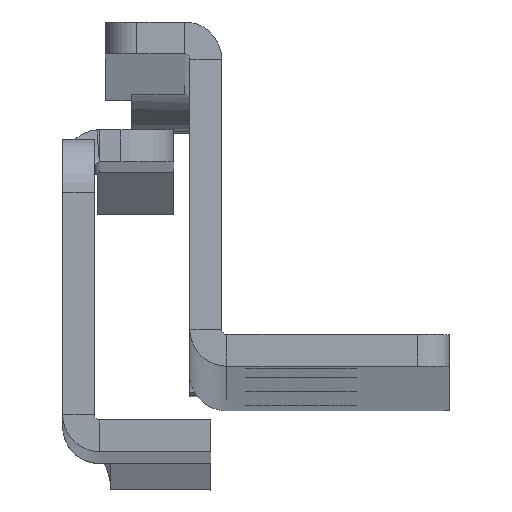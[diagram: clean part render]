
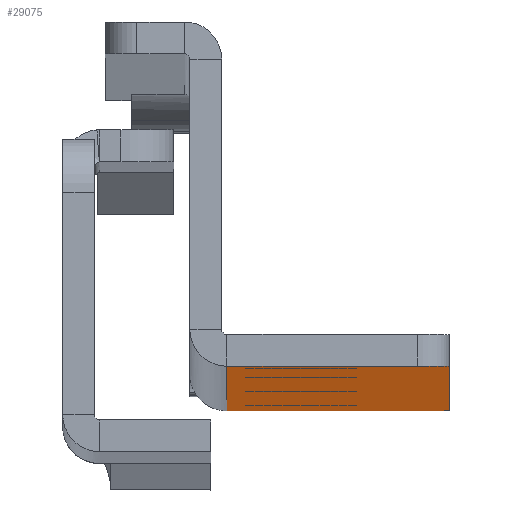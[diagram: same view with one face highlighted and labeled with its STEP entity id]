
A CAD part, top view. The second image highlights one B-rep face of the part: STEP entity #29075.
In plain terms, the highlighted face is planar.
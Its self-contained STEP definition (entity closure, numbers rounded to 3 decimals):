
#117 = CIRCLE ( 'NONE', #26020, 5.25 ) ;
#155 = CARTESIAN_POINT ( 'NONE',  ( 24.5, -9.5, 650. ) ) ;
#245 = AXIS2_PLACEMENT_3D ( 'NONE', #27980, #41380, #37654 ) ;
#484 = DIRECTION ( 'NONE',  ( 0., 1., 0. ) ) ;
#799 = DIRECTION ( 'NONE',  ( 0., 0., -1. ) ) ;
#1925 = ORIENTED_EDGE ( 'NONE', *, *, #2260, .T. ) ;
#2056 = EDGE_CURVE ( 'NONE', #15180, #27933, #40080, .T. ) ;
#2150 = ORIENTED_EDGE ( 'NONE', *, *, #27696, .F. ) ;
#2260 = EDGE_CURVE ( 'NONE', #35784, #36524, #34479, .T. ) ;
#2436 = DIRECTION ( 'NONE',  ( 0., 1., 0. ) ) ;
#2680 = CARTESIAN_POINT ( 'NONE',  ( 19.702, -9.5, 30. ) ) ;
#2776 = ORIENTED_EDGE ( 'NONE', *, *, #21403, .T. ) ;
#3007 = DIRECTION ( 'NONE',  ( 0., 0., 1. ) ) ;
#3050 = CARTESIAN_POINT ( 'NONE',  ( 24.5, -9.5, 30. ) ) ;
#3897 = DIRECTION ( 'NONE',  ( 0., 1., 0. ) ) ;
#4168 = CARTESIAN_POINT ( 'NONE',  ( 10.5, -9.5, 110. ) ) ;
#4733 = ORIENTED_EDGE ( 'NONE', *, *, #23170, .T. ) ;
#4882 = VECTOR ( 'NONE', #799, 1000. ) ;
#5228 = VECTOR ( 'NONE', #11981, 1000. ) ;
#5412 = AXIS2_PLACEMENT_3D ( 'NONE', #15410, #42396, #12332 ) ;
#5785 = CIRCLE ( 'NONE', #39424, 3. ) ;
#6067 = VERTEX_POINT ( 'NONE', #14822 ) ;
#6277 = ORIENTED_EDGE ( 'NONE', *, *, #2056, .T. ) ;
#6657 = VERTEX_POINT ( 'NONE', #2680 ) ;
#6734 = DIRECTION ( 'NONE',  ( 1., 0., 0. ) ) ;
#7093 = ORIENTED_EDGE ( 'NONE', *, *, #8414, .T. ) ;
#7200 = AXIS2_PLACEMENT_3D ( 'NONE', #25610, #9016, #12268 ) ;
#7254 = AXIS2_PLACEMENT_3D ( 'NONE', #4168, #24333, #30922 ) ;
#7448 = FACE_BOUND ( 'NONE', #11737, .T. ) ;
#8414 = EDGE_CURVE ( 'NONE', #27933, #15180, #24017, .T. ) ;
#9016 = DIRECTION ( 'NONE',  ( 0., 1., 0. ) ) ;
#9168 = DIRECTION ( 'NONE',  ( 0., 0., 1. ) ) ;
#9226 = AXIS2_PLACEMENT_3D ( 'NONE', #27802, #3897, #34176 ) ;
#9326 = CARTESIAN_POINT ( 'NONE',  ( 3.5, -9.5, 30. ) ) ;
#9649 = EDGE_LOOP ( 'NONE', ( #9904, #34091 ) ) ;
#9904 = ORIENTED_EDGE ( 'NONE', *, *, #38017, .T. ) ;
#11343 = ORIENTED_EDGE ( 'NONE', *, *, #36642, .T. ) ;
#11533 = ORIENTED_EDGE ( 'NONE', *, *, #20854, .T. ) ;
#11737 = EDGE_LOOP ( 'NONE', ( #7093, #6277 ) ) ;
#11885 = VERTEX_POINT ( 'NONE', #31767 ) ;
#11981 = DIRECTION ( 'NONE',  ( 0., 0., 1. ) ) ;
#12268 = DIRECTION ( 'NONE',  ( -1., 0., 0. ) ) ;
#12332 = DIRECTION ( 'NONE',  ( -1., 0., 0. ) ) ;
#14142 = CARTESIAN_POINT ( 'NONE',  ( 10.5, -9.5, 622. ) ) ;
#14214 = FACE_BOUND ( 'NONE', #18696, .T. ) ;
#14283 = CARTESIAN_POINT ( 'NONE',  ( 10.5, -9.5, 494. ) ) ;
#14681 = EDGE_CURVE ( 'NONE', #6657, #17304, #18131, .T. ) ;
#14822 = CARTESIAN_POINT ( 'NONE',  ( 3.5, -9.5, 650. ) ) ;
#14937 = VECTOR ( 'NONE', #6734, 1000. ) ;
#15180 = VERTEX_POINT ( 'NONE', #20150 ) ;
#15410 = CARTESIAN_POINT ( 'NONE',  ( 10.5, -9.5, 302. ) ) ;
#16044 = CARTESIAN_POINT ( 'NONE',  ( 10.5, -9.5, 110. ) ) ;
#16051 = CARTESIAN_POINT ( 'NONE',  ( 15.75, -9.5, 494. ) ) ;
#16403 = VECTOR ( 'NONE', #16452, 1000. ) ;
#16452 = DIRECTION ( 'NONE',  ( 1., 0., 0. ) ) ;
#16484 = ORIENTED_EDGE ( 'NONE', *, *, #33303, .F. ) ;
#16626 = DIRECTION ( 'NONE',  ( 0., -1., 0. ) ) ;
#17235 = DIRECTION ( 'NONE',  ( -0.105, 0., 0.995 ) ) ;
#17304 = VERTEX_POINT ( 'NONE', #23833 ) ;
#18131 = CIRCLE ( 'NONE', #42650, 5. ) ;
#18696 = EDGE_LOOP ( 'NONE', ( #2776, #11343 ) ) ;
#19211 = CIRCLE ( 'NONE', #245, 5.25 ) ;
#19235 = CARTESIAN_POINT ( 'NONE',  ( 19.702, -9.5, 35. ) ) ;
#19604 = VERTEX_POINT ( 'NONE', #21151 ) ;
#19758 = LINE ( 'NONE', #3050, #16403 ) ;
#19820 = EDGE_CURVE ( 'NONE', #37113, #41974, #117, .T. ) ;
#19869 = CIRCLE ( 'NONE', #38034, 5.25 ) ;
#19988 = VERTEX_POINT ( 'NONE', #40792 ) ;
#20101 = EDGE_CURVE ( 'NONE', #33210, #11885, #5785, .T. ) ;
#20150 = CARTESIAN_POINT ( 'NONE',  ( 5.25, -9.5, 110. ) ) ;
#20854 = EDGE_CURVE ( 'NONE', #36524, #35784, #19869, .T. ) ;
#21151 = CARTESIAN_POINT ( 'NONE',  ( 24.5, -9.5, 647.182 ) ) ;
#21403 = EDGE_CURVE ( 'NONE', #37411, #19988, #19211, .T. ) ;
#21624 = AXIS2_PLACEMENT_3D ( 'NONE', #14142, #25018, #27502 ) ;
#22106 = CARTESIAN_POINT ( 'NONE',  ( 5.25, -9.5, 622. ) ) ;
#22764 = ORIENTED_EDGE ( 'NONE', *, *, #20101, .T. ) ;
#23028 = VECTOR ( 'NONE', #17235, 1000. ) ;
#23148 = CARTESIAN_POINT ( 'NONE',  ( 24.5, -9.5, 650. ) ) ;
#23170 = EDGE_CURVE ( 'NONE', #25031, #6657, #19758, .T. ) ;
#23578 = EDGE_CURVE ( 'NONE', #25031, #6067, #35232, .T. ) ;
#23833 = CARTESIAN_POINT ( 'NONE',  ( 24.5, -9.5, 33.594 ) ) ;
#24017 = CIRCLE ( 'NONE', #7254, 5.25 ) ;
#24279 = PLANE ( 'NONE',  #9226 ) ;
#24333 = DIRECTION ( 'NONE',  ( 0., 1., 0. ) ) ;
#25018 = DIRECTION ( 'NONE',  ( 0., 1., 0. ) ) ;
#25031 = VERTEX_POINT ( 'NONE', #9326 ) ;
#25211 = ORIENTED_EDGE ( 'NONE', *, *, #14681, .T. ) ;
#25476 = ORIENTED_EDGE ( 'NONE', *, *, #23578, .F. ) ;
#25610 = CARTESIAN_POINT ( 'NONE',  ( 10.5, -9.5, 494. ) ) ;
#26020 = AXIS2_PLACEMENT_3D ( 'NONE', #30517, #484, #30727 ) ;
#27421 = DIRECTION ( 'NONE',  ( 0., 1., 0. ) ) ;
#27502 = DIRECTION ( 'NONE',  ( -1., 0., 0. ) ) ;
#27571 = FACE_OUTER_BOUND ( 'NONE', #29878, .T. ) ;
#27696 = EDGE_CURVE ( 'NONE', #19604, #17304, #30831, .T. ) ;
#27802 = CARTESIAN_POINT ( 'NONE',  ( 24.5, -9.5, 650. ) ) ;
#27893 = CARTESIAN_POINT ( 'NONE',  ( 15.75, -9.5, 110. ) ) ;
#27933 = VERTEX_POINT ( 'NONE', #27893 ) ;
#27980 = CARTESIAN_POINT ( 'NONE',  ( 10.5, -9.5, 302. ) ) ;
#29075 = ADVANCED_FACE ( 'NONE', ( #38111, #34395, #14214, #7448, #27571 ), #24279, .F. ) ;
#29088 = DIRECTION ( 'NONE',  ( 0., -1., 0. ) ) ;
#29878 = EDGE_LOOP ( 'NONE', ( #25476, #4733, #25211, #2150, #31513, #22764, #16484 ) ) ;
#30352 = EDGE_LOOP ( 'NONE', ( #1925, #11533 ) ) ;
#30378 = CARTESIAN_POINT ( 'NONE',  ( 24.486, -9.5, 647.314 ) ) ;
#30517 = CARTESIAN_POINT ( 'NONE',  ( 10.5, -9.5, 622. ) ) ;
#30720 = DIRECTION ( 'NONE',  ( -1., 0., 0. ) ) ;
#30727 = DIRECTION ( 'NONE',  ( -1., 0., 0. ) ) ;
#30831 = LINE ( 'NONE', #155, #4882 ) ;
#30922 = DIRECTION ( 'NONE',  ( -1., 0., 0. ) ) ;
#31513 = ORIENTED_EDGE ( 'NONE', *, *, #37871, .T. ) ;
#31767 = CARTESIAN_POINT ( 'NONE',  ( 21.502, -9.5, 650. ) ) ;
#33069 = CARTESIAN_POINT ( 'NONE',  ( 21.502, -9.5, 647. ) ) ;
#33210 = VERTEX_POINT ( 'NONE', #35694 ) ;
#33303 = EDGE_CURVE ( 'NONE', #6067, #11885, #39851, .T. ) ;
#34091 = ORIENTED_EDGE ( 'NONE', *, *, #19820, .T. ) ;
#34176 = DIRECTION ( 'NONE',  ( 0., 0., -1. ) ) ;
#34200 = CIRCLE ( 'NONE', #21624, 5.25 ) ;
#34395 = FACE_BOUND ( 'NONE', #30352, .T. ) ;
#34479 = CIRCLE ( 'NONE', #7200, 5.25 ) ;
#35138 = LINE ( 'NONE', #30378, #23028 ) ;
#35183 = AXIS2_PLACEMENT_3D ( 'NONE', #16044, #2436, #36229 ) ;
#35217 = CARTESIAN_POINT ( 'NONE',  ( 15.75, -9.5, 622. ) ) ;
#35232 = LINE ( 'NONE', #42029, #5228 ) ;
#35694 = CARTESIAN_POINT ( 'NONE',  ( 24.486, -9.5, 647.314 ) ) ;
#35784 = VERTEX_POINT ( 'NONE', #16051 ) ;
#36229 = DIRECTION ( 'NONE',  ( -1., 0., 0. ) ) ;
#36524 = VERTEX_POINT ( 'NONE', #42611 ) ;
#36642 = EDGE_CURVE ( 'NONE', #19988, #37411, #37606, .T. ) ;
#37113 = VERTEX_POINT ( 'NONE', #22106 ) ;
#37411 = VERTEX_POINT ( 'NONE', #40801 ) ;
#37606 = CIRCLE ( 'NONE', #5412, 5.25 ) ;
#37654 = DIRECTION ( 'NONE',  ( -1., 0., 0. ) ) ;
#37871 = EDGE_CURVE ( 'NONE', #19604, #33210, #35138, .T. ) ;
#38017 = EDGE_CURVE ( 'NONE', #41974, #37113, #34200, .T. ) ;
#38034 = AXIS2_PLACEMENT_3D ( 'NONE', #14283, #27421, #30720 ) ;
#38111 = FACE_BOUND ( 'NONE', #9649, .T. ) ;
#39424 = AXIS2_PLACEMENT_3D ( 'NONE', #33069, #16626, #3007 ) ;
#39851 = LINE ( 'NONE', #23148, #14937 ) ;
#40080 = CIRCLE ( 'NONE', #35183, 5.25 ) ;
#40792 = CARTESIAN_POINT ( 'NONE',  ( 5.25, -9.5, 302. ) ) ;
#40801 = CARTESIAN_POINT ( 'NONE',  ( 15.75, -9.5, 302. ) ) ;
#41380 = DIRECTION ( 'NONE',  ( 0., 1., 0. ) ) ;
#41974 = VERTEX_POINT ( 'NONE', #35217 ) ;
#42029 = CARTESIAN_POINT ( 'NONE',  ( 3.5, -9.5, 650. ) ) ;
#42396 = DIRECTION ( 'NONE',  ( 0., 1., 0. ) ) ;
#42611 = CARTESIAN_POINT ( 'NONE',  ( 5.25, -9.5, 494. ) ) ;
#42650 = AXIS2_PLACEMENT_3D ( 'NONE', #19235, #29088, #9168 ) ;
